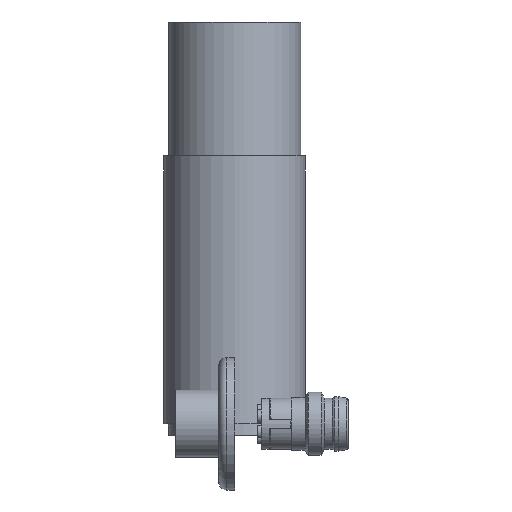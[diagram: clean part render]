
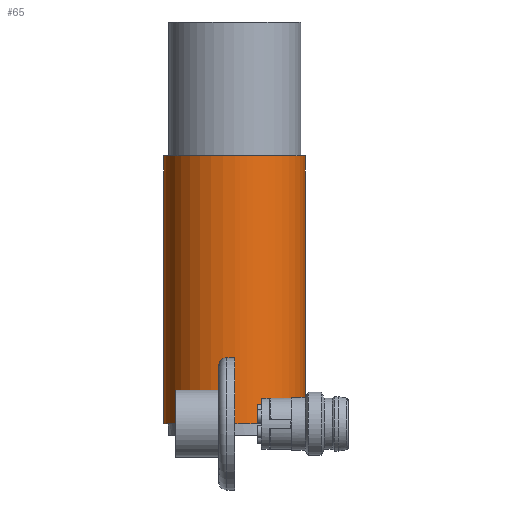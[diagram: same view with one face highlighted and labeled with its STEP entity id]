
A CAD part, front view. The second image highlights one B-rep face of the part: STEP entity #65.
In plain terms, the highlighted cylindrical face has radius 9 mm (diameter 18 mm), a full revolution.
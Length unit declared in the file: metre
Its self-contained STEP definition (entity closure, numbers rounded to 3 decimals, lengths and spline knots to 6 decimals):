
#65=ADVANCED_FACE('',(#71),#66,.T.);
#66=CYLINDRICAL_SURFACE('',#67,0.009);
#67=AXIS2_PLACEMENT_3D('',#68,#69,#70);
#68=CARTESIAN_POINT('',(0.0,0.034,0.0));
#69=DIRECTION('',(0.0,-1.0,0.0));
#70=DIRECTION('',(0.0,0.0,-1.0));
#71=FACE_OUTER_BOUND('',#72,.T.);
#72=EDGE_LOOP('',(#73,#85,#93,#103));
#73=ORIENTED_EDGE('',*,*,#74,.F.);
#74=EDGE_CURVE('',#75,#75,#77,.T.);
#75=VERTEX_POINT('',#76);
#76=CARTESIAN_POINT('',(-0.009,0.0,0.0));
#77=(B_SPLINE_CURVE(3,(#78,#79,#80,#81,#82,#83,#84),.UNSPECIFIED.,.T.,.U.)B_SPLINE_CURVE_WITH_KNOTS(
  (4,3,4),(0.0,0.5,1.0),.UNSPECIFIED.)BOUNDED_CURVE()CURVE()GEOMETRIC_REPRESENTATION_ITEM(
  )RATIONAL_B_SPLINE_CURVE((1.0,0.333,0.333,1.0,
  0.333,0.333,1.0))REPRESENTATION_ITEM(''));
#78=CARTESIAN_POINT('',(-0.009,0.0,0.0));
#79=CARTESIAN_POINT('',(-0.009,0.0,-0.018));
#80=CARTESIAN_POINT('',(0.009,0.0,-0.018));
#81=CARTESIAN_POINT('',(0.009,0.0,-0.0));
#82=CARTESIAN_POINT('',(0.009,0.0,0.018));
#83=CARTESIAN_POINT('',(-0.009,0.0,0.018));
#84=CARTESIAN_POINT('',(-0.009,0.0,0.0));
#85=ORIENTED_EDGE('',*,*,#86,.F.);
#86=EDGE_CURVE('',#87,#75,#89,.T.);
#87=VERTEX_POINT('',#88);
#88=CARTESIAN_POINT('',(-0.009,0.034,0.0));
#89=LINE('',#90,#91);
#90=CARTESIAN_POINT('',(-0.009,0.034,0.0));
#91=VECTOR('',#92,1.0);
#92=DIRECTION('',(0.0,-1.0,0.0));
#93=ORIENTED_EDGE('',*,*,#95,.T.);
#94=CARTESIAN_POINT('',(-0.009,0.034,0.0));
#95=EDGE_CURVE('',#87,#87,#96,.T.);
#96=(B_SPLINE_CURVE(3,(#94,#97,#98,#99,#100,#101,#102),.UNSPECIFIED.,.T.,
  .U.)B_SPLINE_CURVE_WITH_KNOTS((4,3,4),(0.0,0.5,1.0),.UNSPECIFIED.)BOUNDED_CURVE(
  )CURVE()GEOMETRIC_REPRESENTATION_ITEM()RATIONAL_B_SPLINE_CURVE((1.0,
  0.333,0.333,1.0,0.333,
  0.333,1.0))REPRESENTATION_ITEM(''));
#97=CARTESIAN_POINT('',(-0.009,0.034,-0.018));
#98=CARTESIAN_POINT('',(0.009,0.034,-0.018));
#99=CARTESIAN_POINT('',(0.009,0.034,-0.0));
#100=CARTESIAN_POINT('',(0.009,0.034,0.018));
#101=CARTESIAN_POINT('',(-0.009,0.034,0.018));
#102=CARTESIAN_POINT('',(-0.009,0.034,0.0));
#103=ORIENTED_EDGE('',*,*,#86,.T.);
